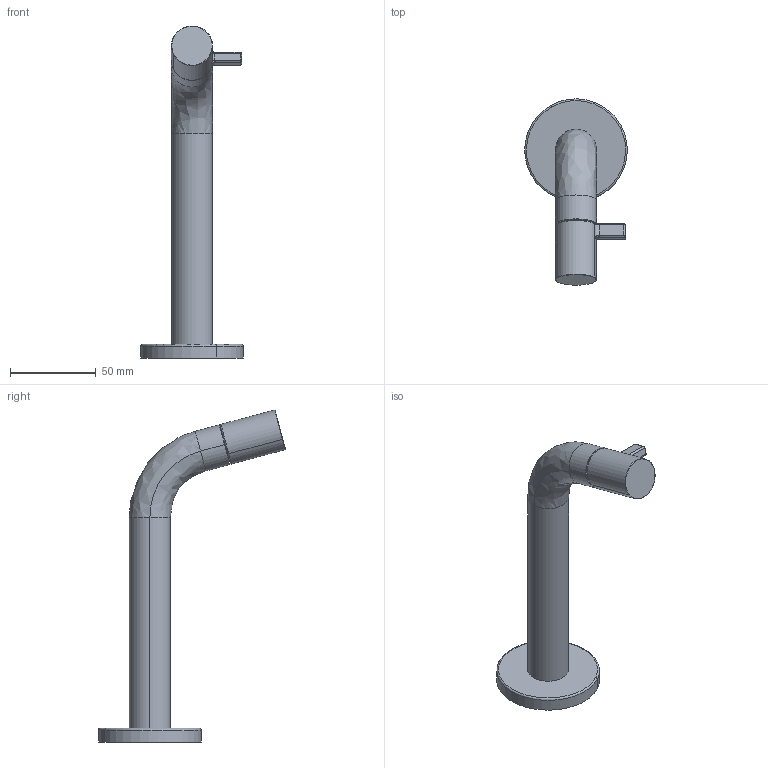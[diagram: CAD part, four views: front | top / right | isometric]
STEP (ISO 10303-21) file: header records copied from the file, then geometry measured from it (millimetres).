
FILE_DESCRIPTION (( 'STEP AP203' ), '1' );
FILE_NAME ('5096810133(2020).STEP', '2020-12-07T07:49:43', ( '' ), ( '' ), 'SwSTEP 2.0', 'SolidWorks 2016', '' );
FILE_SCHEMA (( 'CONFIG_CONTROL_DESIGN' ));
Length unit declared in the file: millimetre
Products named in the file (1): 5096810133(2020)
Bounding box: 59.98 x 109.25 x 194.15 mm (x, y, z)
Volume: 124706.6 mm3; surface area: 24607.7 mm2
Topology: 1 solids, 1 shells, 49 faces, 106 edges, 58 vertices
Faces by surface type: cylinder 20, torus 14, plane 9, bspline 6
Entity records: 1899 total; most frequent: CARTESIAN_POINT 780, DIRECTION 238, ORIENTED_EDGE 204, AXIS2_PLACEMENT_3D 104, EDGE_CURVE 102, CIRCLE 60, VERTEX_POINT 58, EDGE_LOOP 52
